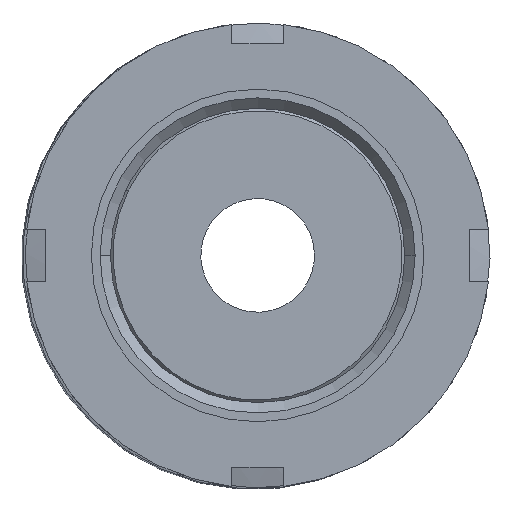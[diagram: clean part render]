
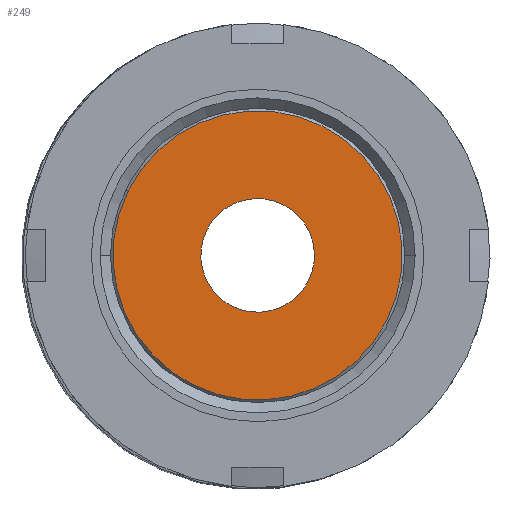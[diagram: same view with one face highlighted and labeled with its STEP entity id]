
A CAD part, front view. The second image highlights one B-rep face of the part: STEP entity #249.
In plain terms, the highlighted planar face has unit normal (0, -1, 0).
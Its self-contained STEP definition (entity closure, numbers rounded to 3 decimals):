
#34 = VERTEX_POINT ( 'NONE', #3106 ) ;
#126 = ORIENTED_EDGE ( 'NONE', *, *, #631, .F. ) ;
#249 = ADVANCED_FACE ( 'NONE', ( #2453, #3201 ), #1191, .F. ) ;
#314 = DIRECTION ( 'NONE',  ( -1., 0., 0. ) ) ;
#341 = CIRCLE ( 'NONE', #2959, 14. ) ;
#346 = DIRECTION ( 'NONE',  ( -1., 0., 0. ) ) ;
#465 = CARTESIAN_POINT ( 'NONE',  ( -14., 3.568, 0. ) ) ;
#631 = EDGE_CURVE ( 'NONE', #953, #1642, #2254, .T. ) ;
#776 = CARTESIAN_POINT ( 'NONE',  ( 0., 3.568, 0. ) ) ;
#803 = DIRECTION ( 'NONE',  ( 0., 1., 0. ) ) ;
#845 = DIRECTION ( 'NONE',  ( 0., 1., 0. ) ) ;
#953 = VERTEX_POINT ( 'NONE', #1273 ) ;
#976 = ORIENTED_EDGE ( 'NONE', *, *, #2810, .F. ) ;
#1012 = DIRECTION ( 'NONE',  ( -1., 0., 0. ) ) ;
#1122 = EDGE_LOOP ( 'NONE', ( #976, #126 ) ) ;
#1191 = PLANE ( 'NONE',  #2942 ) ;
#1273 = CARTESIAN_POINT ( 'NONE',  ( 14., 3.568, 0. ) ) ;
#1337 = ORIENTED_EDGE ( 'NONE', *, *, #1424, .T. ) ;
#1424 = EDGE_CURVE ( 'NONE', #2553, #34, #2252, .T. ) ;
#1475 = EDGE_CURVE ( 'NONE', #34, #2553, #2603, .T. ) ;
#1579 = DIRECTION ( 'NONE',  ( -1., 0., 0. ) ) ;
#1617 = CARTESIAN_POINT ( 'NONE',  ( 0., 3.568, 0. ) ) ;
#1642 = VERTEX_POINT ( 'NONE', #465 ) ;
#1773 = AXIS2_PLACEMENT_3D ( 'NONE', #2544, #803, #314 ) ;
#1816 = CARTESIAN_POINT ( 'NONE',  ( 5.5, 3.568, 0. ) ) ;
#2014 = ORIENTED_EDGE ( 'NONE', *, *, #1475, .T. ) ;
#2133 = CARTESIAN_POINT ( 'NONE',  ( 5.5, 3.568, 0. ) ) ;
#2241 = AXIS2_PLACEMENT_3D ( 'NONE', #1617, #3113, #2376 ) ;
#2252 = CIRCLE ( 'NONE', #1773, 5.5 ) ;
#2254 = CIRCLE ( 'NONE', #2241, 14. ) ;
#2289 = CARTESIAN_POINT ( 'NONE',  ( 0., 3.568, 0. ) ) ;
#2376 = DIRECTION ( 'NONE',  ( -1., 0., 0. ) ) ;
#2453 = FACE_OUTER_BOUND ( 'NONE', #1122, .T. ) ;
#2502 = DIRECTION ( 'NONE',  ( 0., 1., 0. ) ) ;
#2544 = CARTESIAN_POINT ( 'NONE',  ( 0., 3.568, 0. ) ) ;
#2553 = VERTEX_POINT ( 'NONE', #2133 ) ;
#2568 = DIRECTION ( 'NONE',  ( 0., 1., 0. ) ) ;
#2580 = EDGE_LOOP ( 'NONE', ( #2014, #1337 ) ) ;
#2603 = CIRCLE ( 'NONE', #2794, 5.5 ) ;
#2794 = AXIS2_PLACEMENT_3D ( 'NONE', #776, #2502, #1012 ) ;
#2810 = EDGE_CURVE ( 'NONE', #1642, #953, #341, .T. ) ;
#2942 = AXIS2_PLACEMENT_3D ( 'NONE', #1816, #845, #1579 ) ;
#2959 = AXIS2_PLACEMENT_3D ( 'NONE', #2289, #2568, #346 ) ;
#3106 = CARTESIAN_POINT ( 'NONE',  ( -5.5, 3.568, 0. ) ) ;
#3113 = DIRECTION ( 'NONE',  ( 0., 1., 0. ) ) ;
#3201 = FACE_BOUND ( 'NONE', #2580, .T. ) ;
